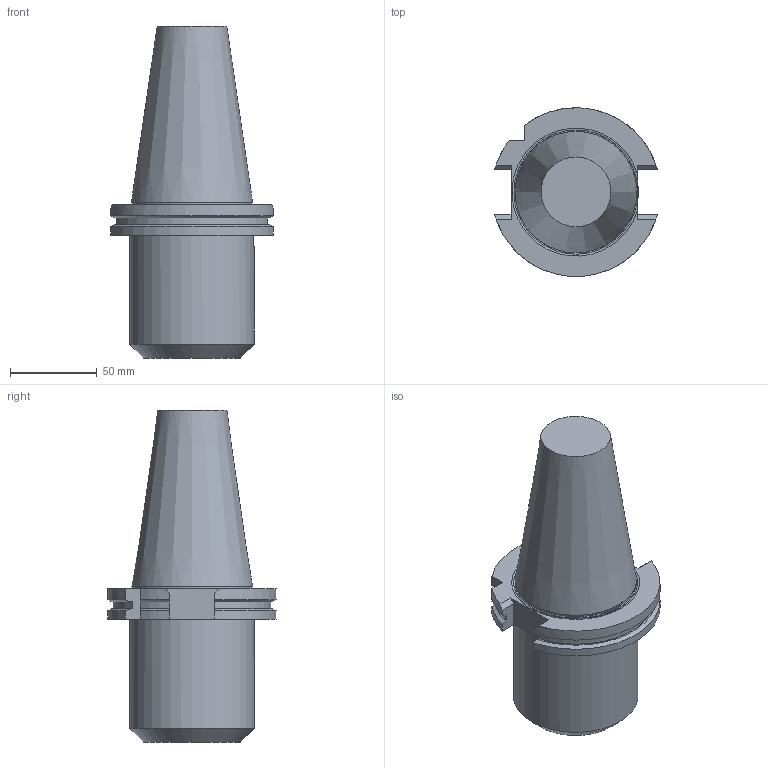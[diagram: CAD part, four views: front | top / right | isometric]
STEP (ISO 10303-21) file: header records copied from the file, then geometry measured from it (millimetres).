
FILE_DESCRIPTION(/* description */ ('3-D model version:1'),/* implementation_level */ '2;1');
FILE_NAME(/* name */ '392.54023-5032090',/* time_stamp */ '2016-12-02T14:14:29',/* author */ ('InteractiveCad'),/* organization */ ('AB Sandvik Coromant'),/* preprocessor_version */ 'ST-DEVELOPER v15',/* originating_system */ 'SIEMENS PLM Software NX 8.5',/* authorization */ '');
FILE_SCHEMA(('AUTOMOTIVE_DESIGN'));
Length unit declared in the file: millimetre
Products named in the file (1): 392_54023_5032090_SIM
Bounding box: 93.97 x 97.28 x 191.6 mm (x, y, z)
Volume: 650970.8 mm3; surface area: 51175.5 mm2
Topology: 1 solids, 1 shells, 46 faces, 125 edges, 82 vertices
Faces by surface type: plane 24, cylinder 11, cone 10, torus 1
Full cylindrical faces by diameter (mm): 69.25 x1, 72 x1
Entity records: 1527 total; most frequent: CARTESIAN_POINT 291, DIRECTION 243, ORIENTED_EDGE 236, EDGE_CURVE 118, AXIS2_PLACEMENT_3D 89, VERTEX_POINT 81, LINE 65, VECTOR 65
